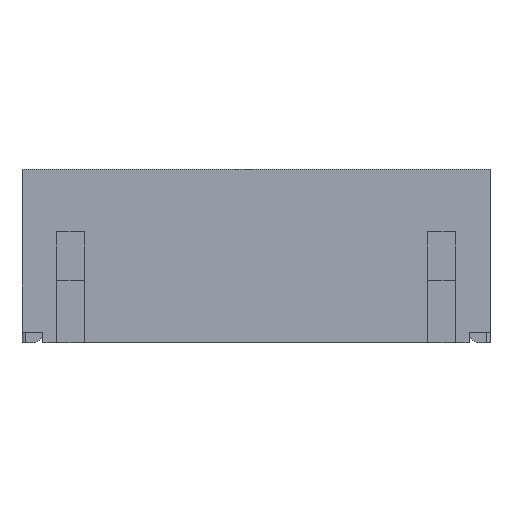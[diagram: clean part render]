
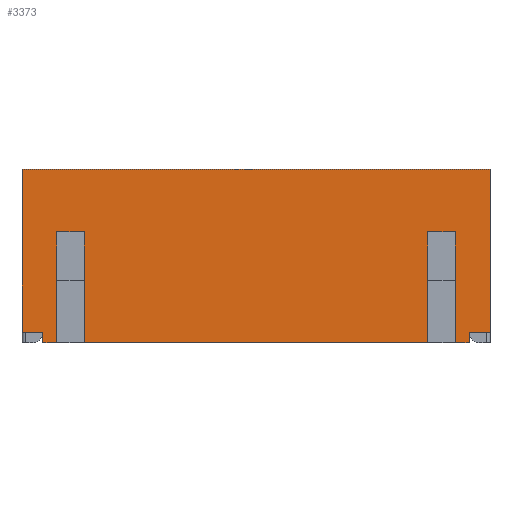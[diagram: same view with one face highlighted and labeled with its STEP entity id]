
A CAD part, left-side view. The second image highlights one B-rep face of the part: STEP entity #3373.
In plain terms, the highlighted planar face has unit normal (-1, 0, 0).
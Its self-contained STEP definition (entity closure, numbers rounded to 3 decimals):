
#45=PLANE('',#3665);
#239=FACE_OUTER_BOUND('',#417,.T.);
#417=EDGE_LOOP('',(#2545,#2546,#2547,#2548,#2549,#2550,#2551,#2552,#2553,
#2554,#2555,#2556,#2557,#2558,#2559,#2560));
#591=LINE('',#5040,#976);
#595=LINE('',#5048,#980);
#601=LINE('',#5061,#986);
#622=LINE('',#5103,#1007);
#635=LINE('',#5128,#1020);
#636=LINE('',#5130,#1021);
#637=LINE('',#5132,#1022);
#638=LINE('',#5134,#1023);
#639=LINE('',#5136,#1024);
#640=LINE('',#5138,#1025);
#641=LINE('',#5140,#1026);
#642=LINE('',#5142,#1027);
#643=LINE('',#5144,#1028);
#644=LINE('',#5146,#1029);
#645=LINE('',#5147,#1030);
#646=LINE('',#5148,#1031);
#976=VECTOR('',#4131,10.);
#980=VECTOR('',#4137,10.);
#986=VECTOR('',#4147,10.);
#1007=VECTOR('',#4180,10.);
#1020=VECTOR('',#4199,10.);
#1021=VECTOR('',#4200,10.);
#1022=VECTOR('',#4201,10.);
#1023=VECTOR('',#4202,10.);
#1024=VECTOR('',#4203,10.);
#1025=VECTOR('',#4204,10.);
#1026=VECTOR('',#4205,10.);
#1027=VECTOR('',#4206,10.);
#1028=VECTOR('',#4207,10.);
#1029=VECTOR('',#4208,10.);
#1030=VECTOR('',#4209,10.);
#1031=VECTOR('',#4210,10.);
#1523=VERTEX_POINT('',#5037);
#1524=VERTEX_POINT('',#5039);
#1527=VERTEX_POINT('',#5047);
#1530=VERTEX_POINT('',#5057);
#1532=VERTEX_POINT('',#5060);
#1547=VERTEX_POINT('',#5101);
#1556=VERTEX_POINT('',#5127);
#1557=VERTEX_POINT('',#5129);
#1558=VERTEX_POINT('',#5131);
#1559=VERTEX_POINT('',#5133);
#1560=VERTEX_POINT('',#5135);
#1561=VERTEX_POINT('',#5137);
#1562=VERTEX_POINT('',#5139);
#1563=VERTEX_POINT('',#5141);
#1564=VERTEX_POINT('',#5143);
#1565=VERTEX_POINT('',#5145);
#1882=EDGE_CURVE('',#1524,#1523,#591,.T.);
#1886=EDGE_CURVE('',#1527,#1524,#595,.T.);
#1892=EDGE_CURVE('',#1532,#1530,#601,.T.);
#1913=EDGE_CURVE('',#1530,#1547,#622,.T.);
#1926=EDGE_CURVE('',#1556,#1527,#635,.T.);
#1927=EDGE_CURVE('',#1523,#1557,#636,.T.);
#1928=EDGE_CURVE('',#1557,#1558,#637,.T.);
#1929=EDGE_CURVE('',#1558,#1559,#638,.T.);
#1930=EDGE_CURVE('',#1559,#1560,#639,.T.);
#1931=EDGE_CURVE('',#1560,#1561,#640,.T.);
#1932=EDGE_CURVE('',#1561,#1562,#641,.T.);
#1933=EDGE_CURVE('',#1562,#1563,#642,.T.);
#1934=EDGE_CURVE('',#1563,#1564,#643,.T.);
#1935=EDGE_CURVE('',#1565,#1564,#644,.T.);
#1936=EDGE_CURVE('',#1532,#1565,#645,.T.);
#1937=EDGE_CURVE('',#1547,#1556,#646,.T.);
#2545=ORIENTED_EDGE('',*,*,#1926,.T.);
#2546=ORIENTED_EDGE('',*,*,#1886,.T.);
#2547=ORIENTED_EDGE('',*,*,#1882,.T.);
#2548=ORIENTED_EDGE('',*,*,#1927,.T.);
#2549=ORIENTED_EDGE('',*,*,#1928,.T.);
#2550=ORIENTED_EDGE('',*,*,#1929,.T.);
#2551=ORIENTED_EDGE('',*,*,#1930,.T.);
#2552=ORIENTED_EDGE('',*,*,#1931,.T.);
#2553=ORIENTED_EDGE('',*,*,#1932,.T.);
#2554=ORIENTED_EDGE('',*,*,#1933,.T.);
#2555=ORIENTED_EDGE('',*,*,#1934,.T.);
#2556=ORIENTED_EDGE('',*,*,#1935,.F.);
#2557=ORIENTED_EDGE('',*,*,#1936,.F.);
#2558=ORIENTED_EDGE('',*,*,#1892,.T.);
#2559=ORIENTED_EDGE('',*,*,#1913,.T.);
#2560=ORIENTED_EDGE('',*,*,#1937,.T.);
#3373=ADVANCED_FACE('',(#239),#45,.T.);
#3665=AXIS2_PLACEMENT_3D('',#5126,#4197,#4198);
#4131=DIRECTION('',(0.,0.,-1.));
#4137=DIRECTION('',(0.,-1.,0.));
#4147=DIRECTION('',(0.,-1.,0.));
#4180=DIRECTION('',(0.,0.,-1.));
#4197=DIRECTION('center_axis',(-1.,0.,0.));
#4198=DIRECTION('ref_axis',(0.,-1.,0.));
#4199=DIRECTION('',(0.,0.,1.));
#4200=DIRECTION('',(0.,-1.,0.));
#4201=DIRECTION('',(0.,0.,1.));
#4202=DIRECTION('',(0.,-1.,0.));
#4203=DIRECTION('',(0.,0.,-1.));
#4204=DIRECTION('',(0.,-1.,0.));
#4205=DIRECTION('',(0.,0.,1.));
#4206=DIRECTION('',(0.,-1.,0.));
#4207=DIRECTION('',(0.,0.,1.));
#4208=DIRECTION('',(0.,-1.,0.));
#4209=DIRECTION('',(0.,0.,1.));
#4210=DIRECTION('',(0.,-1.,0.));
#5037=CARTESIAN_POINT('',(-4.45,9.45,0.));
#5039=CARTESIAN_POINT('',(-4.45,9.45,3.195));
#5040=CARTESIAN_POINT('',(-4.45,9.45,0.));
#5047=CARTESIAN_POINT('',(-4.45,10.25,3.195));
#5048=CARTESIAN_POINT('',(-4.45,10.35,3.195));
#5057=CARTESIAN_POINT('',(-4.45,10.65,0.3));
#5060=CARTESIAN_POINT('',(-4.45,11.25,0.3));
#5061=CARTESIAN_POINT('',(-4.45,11.25,0.3));
#5101=CARTESIAN_POINT('',(-4.45,10.65,0.));
#5103=CARTESIAN_POINT('',(-4.45,10.65,0.325));
#5126=CARTESIAN_POINT('Origin',(-4.45,11.25,0.));
#5127=CARTESIAN_POINT('',(-4.45,10.25,0.));
#5128=CARTESIAN_POINT('',(-4.45,10.25,1.598));
#5129=CARTESIAN_POINT('',(-4.45,-0.45,0.));
#5130=CARTESIAN_POINT('',(-4.45,11.25,0.));
#5131=CARTESIAN_POINT('',(-4.45,-0.45,3.195));
#5132=CARTESIAN_POINT('',(-4.45,-0.45,0.));
#5133=CARTESIAN_POINT('',(-4.45,-1.25,3.195));
#5134=CARTESIAN_POINT('',(-4.45,5.4,3.195));
#5135=CARTESIAN_POINT('',(-4.45,-1.25,0.));
#5136=CARTESIAN_POINT('',(-4.45,-1.25,1.598));
#5137=CARTESIAN_POINT('',(-4.45,-1.65,0.));
#5138=CARTESIAN_POINT('',(-4.45,11.25,0.));
#5139=CARTESIAN_POINT('',(-4.45,-1.65,0.3));
#5140=CARTESIAN_POINT('',(-4.45,-1.65,0.325));
#5141=CARTESIAN_POINT('',(-4.45,-2.25,0.3));
#5142=CARTESIAN_POINT('',(-4.45,4.5,0.3));
#5143=CARTESIAN_POINT('',(-4.45,-2.25,5.));
#5144=CARTESIAN_POINT('',(-4.45,-2.25,0.));
#5145=CARTESIAN_POINT('',(-4.45,11.25,5.));
#5146=CARTESIAN_POINT('',(-4.45,11.25,5.));
#5147=CARTESIAN_POINT('',(-4.45,11.25,0.));
#5148=CARTESIAN_POINT('',(-4.45,11.25,0.));
